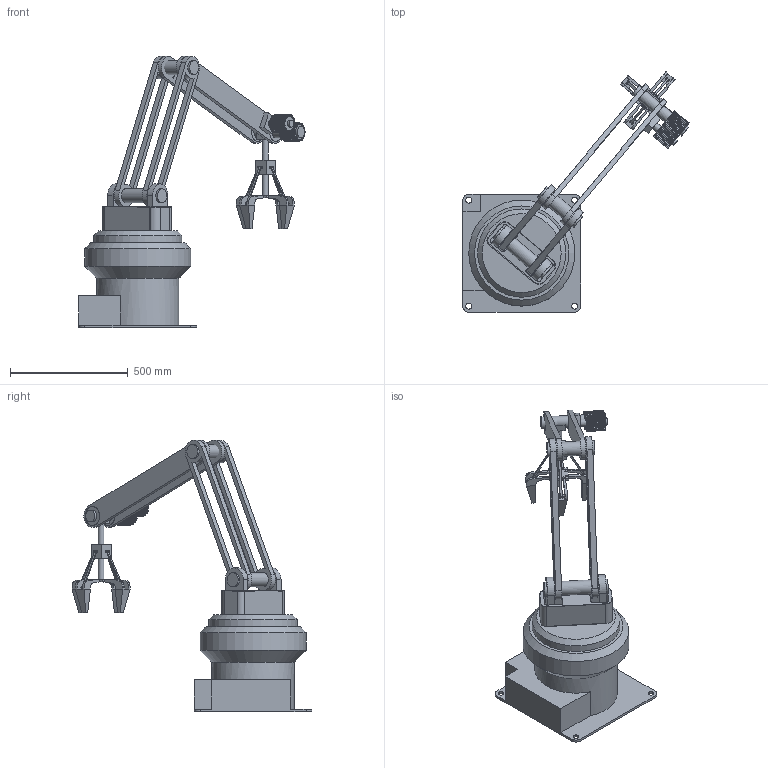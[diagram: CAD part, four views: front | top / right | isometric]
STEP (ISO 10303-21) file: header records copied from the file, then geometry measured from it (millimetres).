
FILE_DESCRIPTION(/* description */ (''),/* implementation_level */ '2;1');
FILE_NAME(/* name */ 'Working.... v5.step',/* time_stamp */ '2023-08-30T19:11:02+05:30',/* author */ (''),/* organization */ (''),/* preprocessor_version */ 'ST-DEVELOPER v20',/* originating_system */ 'Autodesk Translation Framework v12.9.0.99',/* authorisation */ '');
FILE_SCHEMA (('AUTOMOTIVE_DESIGN { 1 0 10303 214 3 1 1 }'));
Length unit declared in the file: millimetre
Products named in the file (20): Working....; Revised Robo Arm v7; Base; Revolver Arm; Component4; Component5; Shaft 1; Rod 2; Shaft 2; Lower Case; Driver; Spur Gear (20 teeth); Gear; Spur Gear (24 teeth); Motor; CLAW; center; main; jaw; rod
Assembly tree (25 placements, depth 4):
  Working....
    Revised Robo Arm v7
      Base
      Revolver Arm
        Component4
        Component5
      Shaft 1
      Rod 2
      Shaft 2
      Lower Case
    Driver
      Spur Gear (20 teeth)
    Gear
      Spur Gear (24 teeth)
    Motor
    CLAW
      jaw  x4
      center
      main
      rod  x4
Bounding box: 960.82 x 1019.02 x 1151.1 mm (x, y, z)
Volume: 65396678.7 mm3; surface area: 2707229 mm2
Topology: 48 solids, 48 shells, 928 faces, 2397 edges, 1586 vertices
Faces by surface type: plane 411, cylinder 322, bspline 192, cone 3
Full cylindrical faces by diameter (mm): 2.5 x51, 25 x6, 30 x2, 50 x4, 60 x8, 80 x4, 350 x1, 375 x1, 450 x1
Entity records: 26686 total; most frequent: CARTESIAN_POINT 7452, ORIENTED_EDGE 4122, DIRECTION 3519, EDGE_CURVE 2061, VERTEX_POINT 1370, AXIS2_PLACEMENT_3D 1187, LINE 1145, VECTOR 1145
